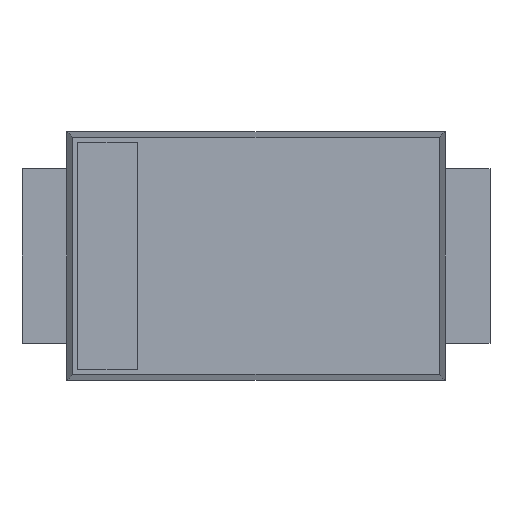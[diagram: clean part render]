
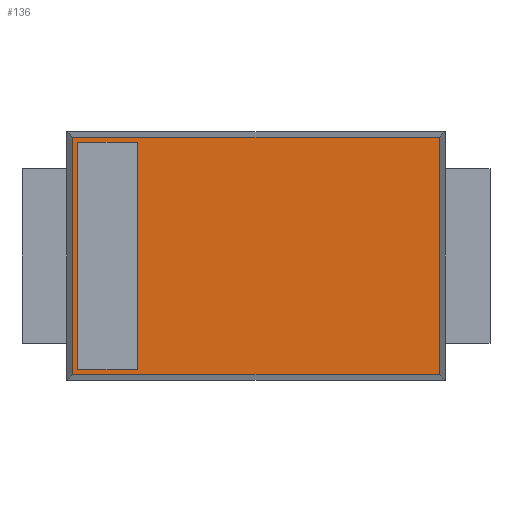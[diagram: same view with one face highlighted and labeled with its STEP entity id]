
A CAD part, top view. The second image highlights one B-rep face of the part: STEP entity #136.
In plain terms, the highlighted planar face has unit normal (0, 0, 1).
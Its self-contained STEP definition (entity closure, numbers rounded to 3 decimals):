
#22 = VERTEX_POINT('',#23);
#23 = CARTESIAN_POINT('',(-1.791,-1.141,1.));
#31 = EDGE_CURVE('',#32,#22,#34,.T.);
#32 = VERTEX_POINT('',#33);
#33 = CARTESIAN_POINT('',(-1.791,1.141,1.));
#34 = LINE('',#35,#36);
#35 = CARTESIAN_POINT('',(-1.791,-1.166,1.));
#36 = VECTOR('',#37,1.);
#37 = DIRECTION('',(0.,-1.,0.));
#62 = VERTEX_POINT('',#63);
#63 = CARTESIAN_POINT('',(-1.191,-1.141,1.));
#71 = EDGE_CURVE('',#22,#62,#72,.T.);
#72 = LINE('',#73,#74);
#73 = CARTESIAN_POINT('',(-1.816,-1.141,1.));
#74 = VECTOR('',#75,1.);
#75 = DIRECTION('',(1.,-0.,0.));
#117 = VERTEX_POINT('',#118);
#118 = CARTESIAN_POINT('',(-1.191,1.141,1.));
#124 = EDGE_CURVE('',#32,#117,#125,.T.);
#125 = LINE('',#126,#127);
#126 = CARTESIAN_POINT('',(-1.816,1.141,1.));
#127 = VECTOR('',#128,1.);
#128 = DIRECTION('',(1.,-0.,0.));
#136 = ADVANCED_FACE('',(#137,#171),#182,.F.);
#137 = FACE_BOUND('',#138,.F.);
#138 = EDGE_LOOP('',(#139,#149,#157,#165));
#139 = ORIENTED_EDGE('',*,*,#140,.F.);
#140 = EDGE_CURVE('',#141,#143,#145,.T.);
#141 = VERTEX_POINT('',#142);
#142 = CARTESIAN_POINT('',(-1.841,-1.191,1.));
#143 = VERTEX_POINT('',#144);
#144 = CARTESIAN_POINT('',(1.841,-1.191,1.));
#145 = LINE('',#146,#147);
#146 = CARTESIAN_POINT('',(-1.841,-1.191,1.));
#147 = VECTOR('',#148,1.);
#148 = DIRECTION('',(1.,0.,0.));
#149 = ORIENTED_EDGE('',*,*,#150,.F.);
#150 = EDGE_CURVE('',#151,#141,#153,.T.);
#151 = VERTEX_POINT('',#152);
#152 = CARTESIAN_POINT('',(-1.841,1.191,1.));
#153 = LINE('',#154,#155);
#154 = CARTESIAN_POINT('',(-1.841,1.191,1.));
#155 = VECTOR('',#156,1.);
#156 = DIRECTION('',(0.,-1.,0.));
#157 = ORIENTED_EDGE('',*,*,#158,.F.);
#158 = EDGE_CURVE('',#159,#151,#161,.T.);
#159 = VERTEX_POINT('',#160);
#160 = CARTESIAN_POINT('',(1.841,1.191,1.));
#161 = LINE('',#162,#163);
#162 = CARTESIAN_POINT('',(1.841,1.191,1.));
#163 = VECTOR('',#164,1.);
#164 = DIRECTION('',(-1.,0.,0.));
#165 = ORIENTED_EDGE('',*,*,#166,.F.);
#166 = EDGE_CURVE('',#143,#159,#167,.T.);
#167 = LINE('',#168,#169);
#168 = CARTESIAN_POINT('',(1.841,-1.191,1.));
#169 = VECTOR('',#170,1.);
#170 = DIRECTION('',(0.,1.,0.));
#171 = FACE_BOUND('',#172,.F.);
#172 = EDGE_LOOP('',(#173,#174,#175,#176));
#173 = ORIENTED_EDGE('',*,*,#124,.F.);
#174 = ORIENTED_EDGE('',*,*,#31,.T.);
#175 = ORIENTED_EDGE('',*,*,#71,.T.);
#176 = ORIENTED_EDGE('',*,*,#177,.F.);
#177 = EDGE_CURVE('',#117,#62,#178,.T.);
#178 = LINE('',#179,#180);
#179 = CARTESIAN_POINT('',(-1.191,-1.166,1.));
#180 = VECTOR('',#181,1.);
#181 = DIRECTION('',(0.,-1.,0.));
#182 = PLANE('',#183);
#183 = AXIS2_PLACEMENT_3D('',#184,#185,#186);
#184 = CARTESIAN_POINT('',(-1.841,-1.191,1.));
#185 = DIRECTION('',(0.,0.,-1.));
#186 = DIRECTION('',(0.84,0.543,0.));
